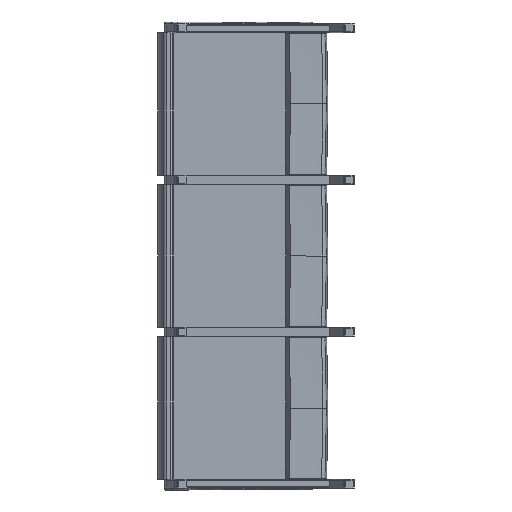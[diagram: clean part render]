
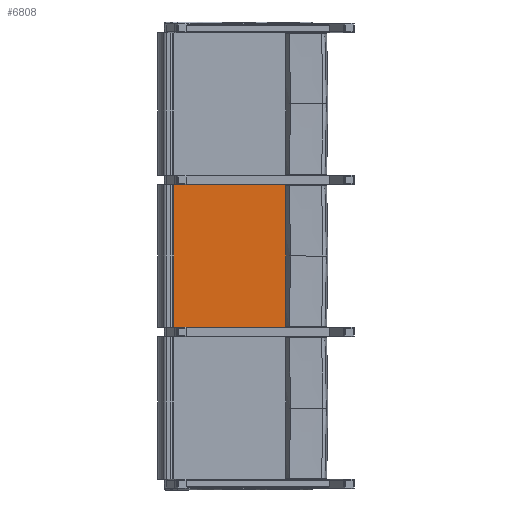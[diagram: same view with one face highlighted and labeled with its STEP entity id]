
A CAD part, front view. The second image highlights one B-rep face of the part: STEP entity #6808.
In plain terms, the highlighted planar face has unit normal (0, -1, 0).
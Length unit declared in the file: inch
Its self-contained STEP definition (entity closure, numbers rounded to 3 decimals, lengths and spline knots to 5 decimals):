
#592=PLANE('',#7219);
#734=FACE_OUTER_BOUND('',#1126,.T.);
#1126=EDGE_LOOP('',(#4617,#4618,#4619,#4620));
#1644=LINE('',#9889,#2086);
#1648=LINE('',#9908,#2090);
#1652=LINE('',#9923,#2094);
#1653=LINE('',#9924,#2095);
#2086=VECTOR('',#7958,17.59422);
#2090=VECTOR('',#7976,22.375);
#2094=VECTOR('',#7994,17.59422);
#2095=VECTOR('',#7995,22.375);
#2881=VERTEX_POINT('',#9886);
#2882=VERTEX_POINT('',#9888);
#2890=VERTEX_POINT('',#9906);
#2894=VERTEX_POINT('',#9922);
#3561=EDGE_CURVE('',#2881,#2882,#1644,.T.);
#3571=EDGE_CURVE('',#2881,#2890,#1648,.T.);
#3578=EDGE_CURVE('',#2894,#2890,#1652,.T.);
#3579=EDGE_CURVE('',#2882,#2894,#1653,.T.);
#4617=ORIENTED_EDGE('',*,*,#3561,.F.);
#4618=ORIENTED_EDGE('',*,*,#3571,.T.);
#4619=ORIENTED_EDGE('',*,*,#3578,.F.);
#4620=ORIENTED_EDGE('',*,*,#3579,.F.);
#6808=ADVANCED_FACE('',(#734),#592,.T.);
#7219=AXIS2_PLACEMENT_3D('',#9921,#7992,#7993);
#7958=DIRECTION('',(-1.,0.,0.));
#7976=DIRECTION('',(0.,0.,1.));
#7992=DIRECTION('center_axis',(0.,-1.,0.));
#7993=DIRECTION('ref_axis',(1.,0.,0.));
#7994=DIRECTION('',(1.,0.,0.));
#7995=DIRECTION('',(0.,0.,1.));
#9886=CARTESIAN_POINT('',(5.73372,-1.86655,0.));
#9888=CARTESIAN_POINT('',(-11.8605,-1.86655,0.));
#9889=CARTESIAN_POINT('',(5.73372,-1.86655,0.));
#9906=CARTESIAN_POINT('',(5.73372,-1.86655,22.375));
#9908=CARTESIAN_POINT('',(5.73372,-1.86655,0.));
#9921=CARTESIAN_POINT('Origin',(-11.8605,-1.86655,0.));
#9922=CARTESIAN_POINT('',(-11.8605,-1.86655,22.375));
#9923=CARTESIAN_POINT('',(4.31556,-1.86655,22.375));
#9924=CARTESIAN_POINT('',(-11.8605,-1.86655,0.));
